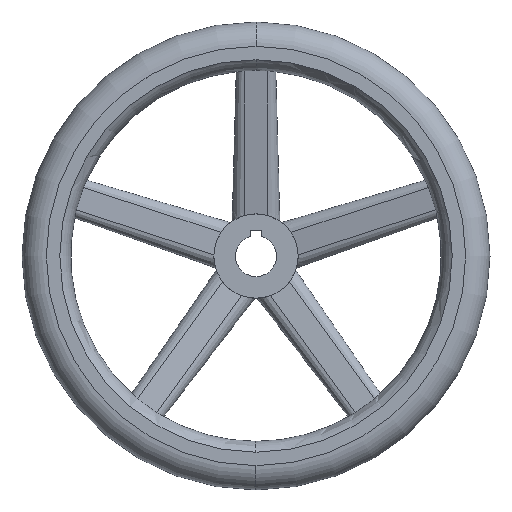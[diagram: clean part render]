
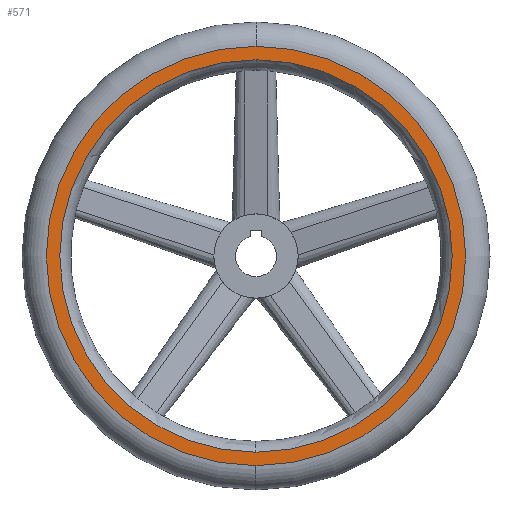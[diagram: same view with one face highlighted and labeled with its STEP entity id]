
A CAD part, top view. The second image highlights one B-rep face of the part: STEP entity #571.
In plain terms, the highlighted planar face has unit normal (0, 0, 1).
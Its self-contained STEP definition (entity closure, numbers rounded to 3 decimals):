
#397=EDGE_CURVE('',#619,#635,#937,.T.);
#403=VERTEX_POINT('',#944);
#439=EDGE_CURVE('',#709,#637,#985,.T.);
#473=EDGE_CURVE('',#403,#709,#1019,.T.);
#571=ADVANCED_FACE('',(#1123,#1124),#1125,.F.);
#619=VERTEX_POINT('',#1177);
#635=VERTEX_POINT('',#1197);
#637=VERTEX_POINT('',#1199);
#647=EDGE_CURVE('',#637,#403,#1212,.T.);
#661=EDGE_CURVE('',#635,#619,#1227,.T.);
#709=VERTEX_POINT('',#1280);
#937=CIRCLE('',#1870,112.0);
#944=CARTESIAN_POINT('',(-104.814,0.,47.833));
#985=CIRCLE('',#1960,104.814);
#1019=CIRCLE('',#2014,104.814);
#1123=FACE_BOUND('',#2369,.T.);
#1124=FACE_OUTER_BOUND('',#2370,.T.);
#1125=PLANE('',#2371);
#1177=CARTESIAN_POINT('',(0.,-112.0,47.833));
#1197=CARTESIAN_POINT('',(0.,112.0,47.833));
#1199=CARTESIAN_POINT('',(0.,104.814,47.833));
#1212=CIRCLE('',#2580,104.814);
#1227=CIRCLE('',#2659,112.0);
#1280=CARTESIAN_POINT('',(0.,-104.814,47.833));
#1870=AXIS2_PLACEMENT_3D('',#3147,#3148,#3149);
#1960=AXIS2_PLACEMENT_3D('',#3218,#3219,#3220);
#2014=AXIS2_PLACEMENT_3D('',#3232,#3233,#3234);
#2369=EDGE_LOOP('',(#3356,#3357,#3358));
#2370=EDGE_LOOP('',(#3359,#3360));
#2371=AXIS2_PLACEMENT_3D('',#3361,#3362,#3363);
#2580=AXIS2_PLACEMENT_3D('',#3470,#3471,#3472);
#2659=AXIS2_PLACEMENT_3D('',#3483,#3484,#3485);
#3147=CARTESIAN_POINT('',(0.,0.,47.833));
#3148=DIRECTION('',(0.,0.,1.0));
#3149=DIRECTION('',(0.,1.0,0.));
#3218=CARTESIAN_POINT('',(0.,0.,47.833));
#3219=DIRECTION('',(0.,0.,1.0));
#3220=DIRECTION('',(1.0,0.0,0.));
#3232=CARTESIAN_POINT('',(0.,0.,47.833));
#3233=DIRECTION('',(0.,0.,1.0));
#3234=DIRECTION('',(1.0,0.0,0.));
#3356=ORIENTED_EDGE('',*,*,#473,.F.);
#3357=ORIENTED_EDGE('',*,*,#647,.F.);
#3358=ORIENTED_EDGE('',*,*,#439,.F.);
#3359=ORIENTED_EDGE('',*,*,#661,.T.);
#3360=ORIENTED_EDGE('',*,*,#397,.T.);
#3361=CARTESIAN_POINT('',(0.,105.5,47.833));
#3362=DIRECTION('',(0.,0.,-1.0));
#3363=DIRECTION('',(0.,-1.0,0.0));
#3470=CARTESIAN_POINT('',(0.,0.,47.833));
#3471=DIRECTION('',(0.,0.,1.0));
#3472=DIRECTION('',(1.0,0.0,0.));
#3483=CARTESIAN_POINT('',(0.,0.,47.833));
#3484=DIRECTION('',(0.,0.,1.0));
#3485=DIRECTION('',(0.,1.0,0.));
